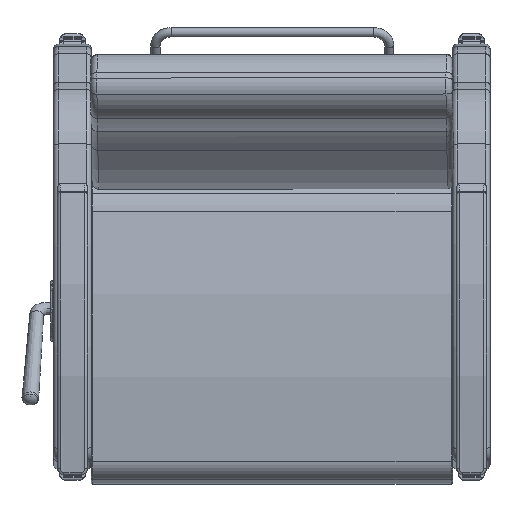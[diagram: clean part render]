
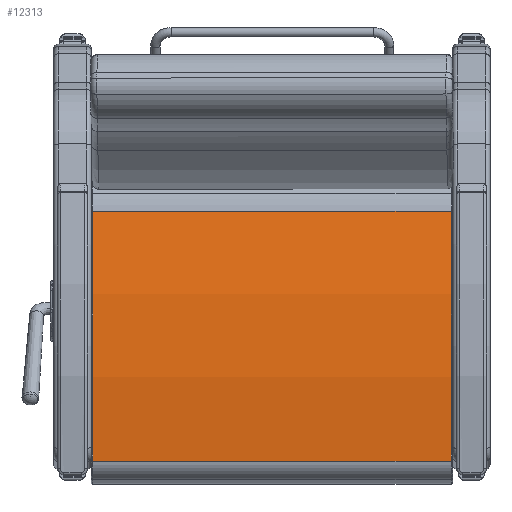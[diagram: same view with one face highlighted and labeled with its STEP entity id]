
A CAD part, front view. The second image highlights one B-rep face of the part: STEP entity #12313.
In plain terms, the highlighted free-form (B-spline) face has degree [3, 1] with [18, 2] control points.
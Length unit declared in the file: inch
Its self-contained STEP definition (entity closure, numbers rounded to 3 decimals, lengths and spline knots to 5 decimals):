
#610=ELLIPSE('',#14168,60.30357,60.25);
#612=ELLIPSE('',#14190,60.30357,60.25);
#642=B_SPLINE_SURFACE_WITH_KNOTS('',3,1,((#25084,#25085),(#25086,#25087),
(#25088,#25089),(#25090,#25091),(#25092,#25093),(#25094,#25095),(#25096,
#25097),(#25098,#25099),(#25100,#25101),(#25102,#25103),(#25104,#25105),
(#25106,#25107),(#25108,#25109),(#25110,#25111),(#25112,#25113),(#25114,
#25115),(#25116,#25117),(#25118,#25119)),.UNSPECIFIED.,.F.,.F.,.F.,(4,1,
1,1,1,1,1,1,1,1,1,1,1,1,1,4),(2,2),(-1.69612,-1.66826,
-1.6404,-1.62647,-1.59861,-1.58468,
-1.55682,-1.54289,-1.51503,-1.5011,-1.47324,
-1.45931,-1.43145,-1.41752,-1.38966,
-1.3618),(0.,110.49),.UNSPECIFIED.);
#1917=FACE_OUTER_BOUND('',#2795,.T.);
#2795=EDGE_LOOP('',(#11111,#11112,#11113,#11114));
#3522=LINE('',#25082,#4246);
#3523=LINE('',#25121,#4247);
#4246=VECTOR('',#18064,0.3937);
#4247=VECTOR('',#18067,0.3937);
#6082=VERTEX_POINT('',#24713);
#6083=VERTEX_POINT('',#24714);
#6102=VERTEX_POINT('',#25081);
#6103=VERTEX_POINT('',#25120);
#7750=EDGE_CURVE('',#6082,#6083,#610,.T.);
#7779=EDGE_CURVE('',#6102,#6083,#3522,.T.);
#7781=EDGE_CURVE('',#6103,#6082,#3523,.T.);
#7782=EDGE_CURVE('',#6102,#6103,#612,.T.);
#11111=ORIENTED_EDGE('',*,*,#7750,.F.);
#11112=ORIENTED_EDGE('',*,*,#7781,.F.);
#11113=ORIENTED_EDGE('',*,*,#7782,.F.);
#11114=ORIENTED_EDGE('',*,*,#7779,.T.);
#12313=ADVANCED_FACE('',(#1917),#642,.T.);
#14168=AXIS2_PLACEMENT_3D('',#24715,#18013,#18014);
#14190=AXIS2_PLACEMENT_3D('',#25122,#18068,#18069);
#18013=DIRECTION('center_axis',(0.,0.,
-1.));
#18014=DIRECTION('ref_axis',(1.,0.,0.));
#18064=DIRECTION('',(0.,0.,-1.));
#18067=DIRECTION('',(0.,0.,-1.));
#18068=DIRECTION('center_axis',(0.,0.,1.));
#18069=DIRECTION('ref_axis',(1.,0.,0.));
#24713=CARTESIAN_POINT('',(3.60935,-1.68389,0.124));
#24714=CARTESIAN_POINT('',(23.65848,-2.52291,0.124));
#24715=CARTESIAN_POINT('Origin',(11.14546,-61.46156,0.124));
#25081=CARTESIAN_POINT('',(23.65848,-2.52291,28.876));
#25082=CARTESIAN_POINT('',(23.65848,-2.52291,29.));
#25084=CARTESIAN_POINT('Ctrl Pts',(3.60935,-1.68389,29.));
#25085=CARTESIAN_POINT('Ctrl Pts',(3.60935,-1.68389,-14.5));
#25086=CARTESIAN_POINT('Ctrl Pts',(4.16497,-1.61396,29.));
#25087=CARTESIAN_POINT('Ctrl Pts',(4.16497,-1.61396,-14.5));
#25088=CARTESIAN_POINT('Ctrl Pts',(5.27817,-1.48959,29.));
#25089=CARTESIAN_POINT('Ctrl Pts',(5.27817,-1.48959,-14.5));
#25090=CARTESIAN_POINT('Ctrl Pts',(6.67346,-1.3729,29.));
#25091=CARTESIAN_POINT('Ctrl Pts',(6.67346,-1.3729,-14.5));
#25092=CARTESIAN_POINT('Ctrl Pts',(8.07078,-1.28537,29.));
#25093=CARTESIAN_POINT('Ctrl Pts',(8.07078,-1.28537,-14.5));
#25094=CARTESIAN_POINT('Ctrl Pts',(9.18994,-1.2387,29.));
#25095=CARTESIAN_POINT('Ctrl Pts',(9.18994,-1.2387,-14.5));
#25096=CARTESIAN_POINT('Ctrl Pts',(10.5897,-1.20957,29.));
#25097=CARTESIAN_POINT('Ctrl Pts',(10.5897,-1.20957,-14.5));
#25098=CARTESIAN_POINT('Ctrl Pts',(11.70984,-1.20965,29.));
#25099=CARTESIAN_POINT('Ctrl Pts',(11.70984,-1.20965,-14.5));
#25100=CARTESIAN_POINT('Ctrl Pts',(13.1096,-1.23898,29.));
#25101=CARTESIAN_POINT('Ctrl Pts',(13.1096,-1.23898,-14.5));
#25102=CARTESIAN_POINT('Ctrl Pts',(14.22875,-1.28581,29.));
#25103=CARTESIAN_POINT('Ctrl Pts',(14.22875,-1.28581,-14.5));
#25104=CARTESIAN_POINT('Ctrl Pts',(15.62606,-1.37354,29.));
#25105=CARTESIAN_POINT('Ctrl Pts',(15.62606,-1.37354,-14.5));
#25106=CARTESIAN_POINT('Ctrl Pts',(16.74228,-1.46705,29.));
#25107=CARTESIAN_POINT('Ctrl Pts',(16.74228,-1.46705,-14.5));
#25108=CARTESIAN_POINT('Ctrl Pts',(18.1347,-1.61302,29.));
#25109=CARTESIAN_POINT('Ctrl Pts',(18.1347,-1.61302,-14.5));
#25110=CARTESIAN_POINT('Ctrl Pts',(19.24603,-1.75304,29.));
#25111=CARTESIAN_POINT('Ctrl Pts',(19.24603,-1.75304,-14.5));
#25112=CARTESIAN_POINT('Ctrl Pts',(20.63114,-1.95701,29.));
#25113=CARTESIAN_POINT('Ctrl Pts',(20.63114,-1.95701,-14.5));
#25114=CARTESIAN_POINT('Ctrl Pts',(22.01177,-2.18986,29.));
#25115=CARTESIAN_POINT('Ctrl Pts',(22.01177,-2.18986,-14.5));
#25116=CARTESIAN_POINT('Ctrl Pts',(23.11066,-2.40681,29.));
#25117=CARTESIAN_POINT('Ctrl Pts',(23.11066,-2.40681,-14.5));
#25118=CARTESIAN_POINT('Ctrl Pts',(23.65848,-2.52291,29.));
#25119=CARTESIAN_POINT('Ctrl Pts',(23.65848,-2.52291,-14.5));
#25120=CARTESIAN_POINT('',(3.60935,-1.68389,28.876));
#25121=CARTESIAN_POINT('',(3.60935,-1.68389,29.));
#25122=CARTESIAN_POINT('Origin',(11.14546,-61.46156,28.876));
